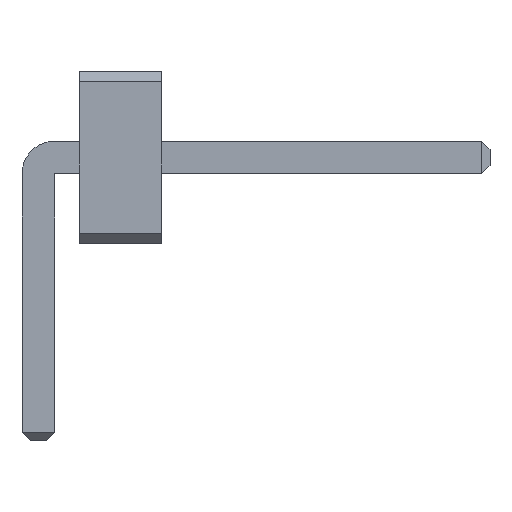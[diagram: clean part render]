
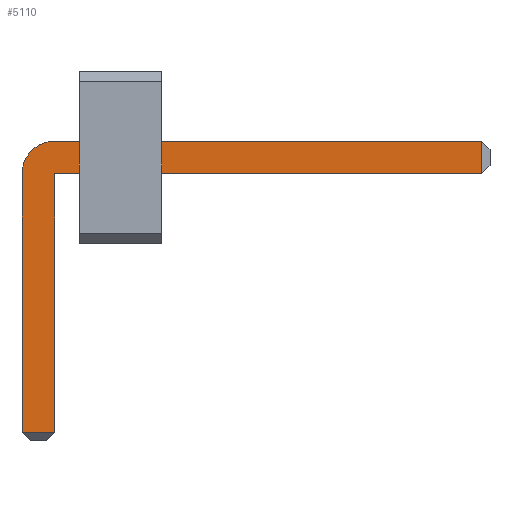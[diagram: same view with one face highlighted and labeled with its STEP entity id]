
A CAD part, front view. The second image highlights one B-rep face of the part: STEP entity #5110.
In plain terms, the highlighted planar face has unit normal (0, -1, 0).
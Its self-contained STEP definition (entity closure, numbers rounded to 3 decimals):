
#13=DIRECTION('',(0.,0.,1.));
#27=VECTOR('',#28,1.);
#28=DIRECTION('',(1.,0.,0.));
#2323=VECTOR('',#13,1.);
#4884=DIRECTION('',(0.,0.,-1.));
#4921=VECTOR('',#4884,1.);
#4928=VECTOR('',#4929,1.);
#4929=DIRECTION('',(-1.,0.,0.));
#4950=DIRECTION('',(-0.,1.,0.));
#4954=DIRECTION('',(0.,1.,0.));
#4955=DIRECTION('',(1.,0.,0.));
#4962=VERTEX_POINT('',#4963);
#4963=CARTESIAN_POINT('',(0.2,-49.73,1.25));
#4965=ORIENTED_EDGE('',*,*,#4966,.T.);
#4966=EDGE_CURVE('',#4962,#4967,#4969,.T.);
#4967=VERTEX_POINT('',#4968);
#4968=CARTESIAN_POINT('',(5.4,-49.73,1.25));
#4969=LINE('',#4970,#27);
#4970=CARTESIAN_POINT('',(-0.2,-49.73,1.25));
#5006=EDGE_CURVE('',#5007,#4962,#5009,.T.);
#5007=VERTEX_POINT('',#5008);
#5008=CARTESIAN_POINT('',(-0.2,-49.73,0.85));
#5009=CIRCLE('',#5010,0.4);
#5010=AXIS2_PLACEMENT_3D('',#5011,#4950,#4884);
#5011=CARTESIAN_POINT('',(0.2,-49.73,0.85));
#5023=VERTEX_POINT('',#5024);
#5024=CARTESIAN_POINT('',(5.4,-49.73,0.85));
#5026=ORIENTED_EDGE('',*,*,#5027,.T.);
#5027=EDGE_CURVE('',#5023,#5028,#5029,.T.);
#5028=VERTEX_POINT('',#5011);
#5029=LINE('',#5030,#4928);
#5030=CARTESIAN_POINT('',(5.5,-49.73,0.85));
#5042=VERTEX_POINT('',#5043);
#5043=CARTESIAN_POINT('',(-0.2,-49.73,-2.3));
#5045=ORIENTED_EDGE('',*,*,#5046,.T.);
#5046=EDGE_CURVE('',#5042,#5007,#5047,.T.);
#5047=LINE('',#5048,#2323);
#5048=CARTESIAN_POINT('',(-0.2,-49.73,-2.4));
#5056=ORIENTED_EDGE('',*,*,#5057,.T.);
#5057=EDGE_CURVE('',#5028,#5058,#5060,.T.);
#5058=VERTEX_POINT('',#5059);
#5059=CARTESIAN_POINT('',(0.2,-49.73,-2.3));
#5060=LINE('',#5011,#4921);
#5110=ADVANCED_FACE('',(#5111),#5120,.F.);
#5111=FACE_BOUND('',#5112,.F.);
#5112=EDGE_LOOP('',(#4965,#5113,#5026,#5056,#5116,#5045,#5119));
#5113=ORIENTED_EDGE('',*,*,#5114,.T.);
#5114=EDGE_CURVE('',#4967,#5023,#5115,.T.);
#5115=LINE('',#4968,#4921);
#5116=ORIENTED_EDGE('',*,*,#5117,.T.);
#5117=EDGE_CURVE('',#5058,#5042,#5118,.T.);
#5118=LINE('',#5059,#4928);
#5119=ORIENTED_EDGE('',*,*,#5006,.T.);
#5120=PLANE('',#5121);
#5121=AXIS2_PLACEMENT_3D('',#5122,#4954,#4955);
#5122=CARTESIAN_POINT('',(1.729,-49.73,0.346));
